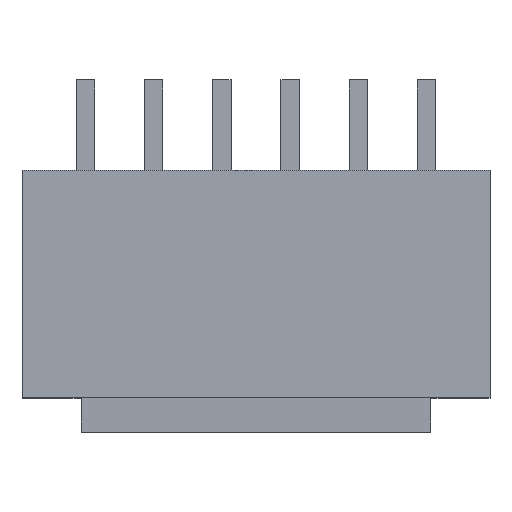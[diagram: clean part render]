
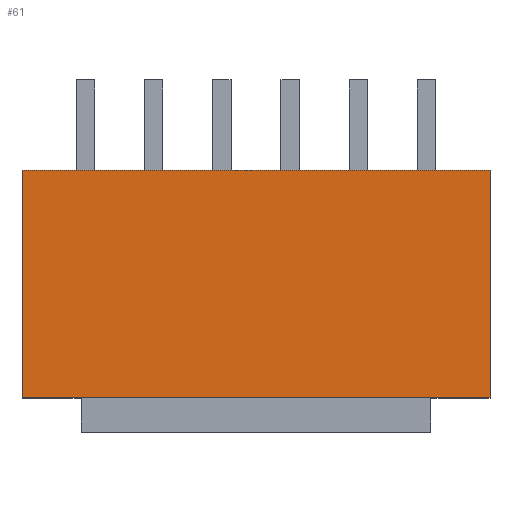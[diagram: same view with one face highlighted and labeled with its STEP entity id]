
A CAD part, top view. The second image highlights one B-rep face of the part: STEP entity #61.
In plain terms, the highlighted planar face has unit normal (0, 0, 1).
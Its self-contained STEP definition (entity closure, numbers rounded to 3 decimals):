
#61=ADVANCED_FACE('',(#199),#200,.T.);
#199=FACE_OUTER_BOUND('',#458,.T.);
#200=PLANE('',#459);
#458=EDGE_LOOP('',(#817,#818,#819,#820));
#459=AXIS2_PLACEMENT_3D('',#821,#822,#823);
#817=ORIENTED_EDGE('',*,*,#1828,.T.);
#818=ORIENTED_EDGE('',*,*,#1852,.T.);
#819=ORIENTED_EDGE('',*,*,#1797,.F.);
#820=ORIENTED_EDGE('',*,*,#1855,.F.);
#821=CARTESIAN_POINT('',(1.4,7.4,3.625));
#822=DIRECTION('',(0.,0.0,1.0));
#823=DIRECTION('',(1.0,-0.0,0.));
#1797=EDGE_CURVE('',#2164,#2166,#2167,.T.);
#1828=EDGE_CURVE('',#2223,#2221,#2224,.T.);
#1852=EDGE_CURVE('',#2221,#2166,#2270,.T.);
#1855=EDGE_CURVE('',#2223,#2164,#2273,.T.);
#2164=VERTEX_POINT('',#2766);
#2166=VERTEX_POINT('',#2769);
#2167=LINE('',#2770,#2771);
#2221=VERTEX_POINT('',#2854);
#2223=VERTEX_POINT('',#2857);
#2224=LINE('',#2858,#2859);
#2270=LINE('',#2928,#2929);
#2273=LINE('',#2934,#2935);
#2766=CARTESIAN_POINT('',(1.4,2.4,3.625));
#2769=CARTESIAN_POINT('',(-8.9,2.4,3.625));
#2770=CARTESIAN_POINT('',(1.4,2.4,3.625));
#2771=VECTOR('',#3673,1.0);
#2854=CARTESIAN_POINT('',(-8.9,7.4,3.625));
#2857=CARTESIAN_POINT('',(1.4,7.4,3.625));
#2858=CARTESIAN_POINT('',(1.4,7.4,3.625));
#2859=VECTOR('',#3704,1.0);
#2928=CARTESIAN_POINT('',(-8.9,7.4,3.625));
#2929=VECTOR('',#3728,1.0);
#2934=CARTESIAN_POINT('',(1.4,7.4,3.625));
#2935=VECTOR('',#3731,1.0);
#3673=DIRECTION('',(-1.0,0.0,0.0));
#3704=DIRECTION('',(-1.0,0.0,0.));
#3728=DIRECTION('',(0.0,-1.0,0.0));
#3731=DIRECTION('',(0.0,-1.0,0.0));
